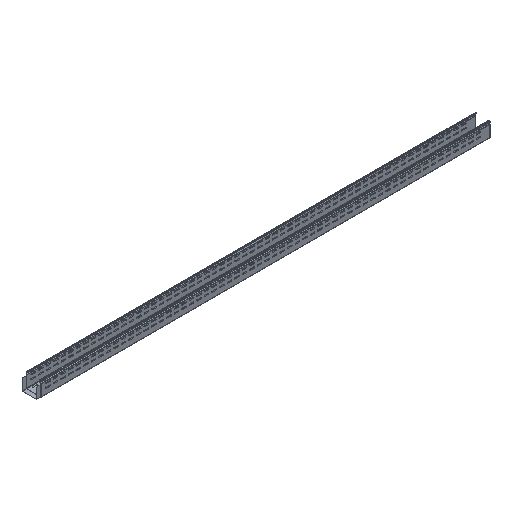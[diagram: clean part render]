
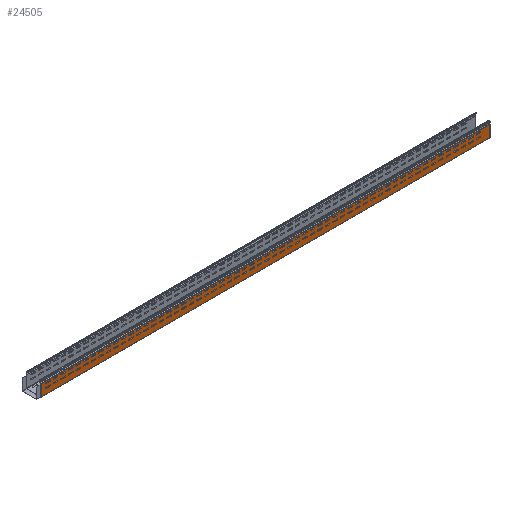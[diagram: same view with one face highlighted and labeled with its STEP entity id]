
A CAD part, isometric view. The second image highlights one B-rep face of the part: STEP entity #24505.
In plain terms, the highlighted planar face has unit normal (0, -1, 0).
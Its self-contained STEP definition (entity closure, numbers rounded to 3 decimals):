
#5001=FACE_OUTER_BOUND('',#6078,.T.);
#6078=EDGE_LOOP('',(#19190,#19191,#19192,#19193,#19194,#19195));
#7164=LINE('',#36844,#9196);
#7165=LINE('',#36846,#9197);
#7166=LINE('',#36848,#9198);
#7167=LINE('',#36850,#9199);
#7168=LINE('',#36852,#9200);
#7169=LINE('',#36853,#9201);
#9196=VECTOR('',#28665,1.);
#9197=VECTOR('',#28666,1.);
#9198=VECTOR('',#28667,1.);
#9199=VECTOR('',#28668,1.);
#9200=VECTOR('',#28669,1.);
#9201=VECTOR('',#28670,1.);
#11228=VERTEX_POINT('',#36842);
#11229=VERTEX_POINT('',#36843);
#11230=VERTEX_POINT('',#36845);
#11231=VERTEX_POINT('',#36847);
#11232=VERTEX_POINT('',#36849);
#11233=VERTEX_POINT('',#36851);
#15159=EDGE_CURVE('',#11228,#11229,#7164,.T.);
#15160=EDGE_CURVE('',#11230,#11228,#7165,.F.);
#15161=EDGE_CURVE('',#11230,#11231,#7166,.T.);
#15162=EDGE_CURVE('',#11232,#11231,#7167,.F.);
#15163=EDGE_CURVE('',#11232,#11233,#7168,.T.);
#15164=EDGE_CURVE('',#11233,#11229,#7169,.F.);
#19190=ORIENTED_EDGE('',*,*,#15159,.F.);
#19191=ORIENTED_EDGE('',*,*,#15160,.F.);
#19192=ORIENTED_EDGE('',*,*,#15161,.T.);
#19193=ORIENTED_EDGE('',*,*,#15162,.F.);
#19194=ORIENTED_EDGE('',*,*,#15163,.T.);
#19195=ORIENTED_EDGE('',*,*,#15164,.T.);
#23484=PLANE('',#25584);
#24505=ADVANCED_FACE('',(#5001),#23484,.F.);
#25584=AXIS2_PLACEMENT_3D('',#36841,#28663,#28664);
#28663=DIRECTION('center_axis',(0.,1.,0.));
#28664=DIRECTION('ref_axis',(-1.,0.,0.));
#28665=DIRECTION('',(1.,0.,0.));
#28666=DIRECTION('',(0.,0.,-1.));
#28667=DIRECTION('',(-1.,0.,0.));
#28668=DIRECTION('',(0.,0.,-1.));
#28669=DIRECTION('',(1.,0.,0.));
#28670=DIRECTION('',(0.,0.,-1.));
#36841=CARTESIAN_POINT('Origin',(39.782,-135.03,-35.9));
#36842=CARTESIAN_POINT('',(39.782,-135.03,39.807));
#36843=CARTESIAN_POINT('',(3038.782,-135.03,39.807));
#36844=CARTESIAN_POINT('',(1538.782,-135.03,39.807));
#36845=CARTESIAN_POINT('',(39.782,-135.03,37.));
#36846=CARTESIAN_POINT('',(39.782,-135.03,11.75));
#36847=CARTESIAN_POINT('',(39.772,-135.03,37.));
#36848=CARTESIAN_POINT('',(39.777,-135.03,37.));
#36849=CARTESIAN_POINT('',(39.772,-135.03,-35.9));
#36850=CARTESIAN_POINT('',(39.772,-135.03,1.8));
#36851=CARTESIAN_POINT('',(3038.782,-135.03,-35.9));
#36852=CARTESIAN_POINT('',(39.777,-135.03,-35.9));
#36853=CARTESIAN_POINT('',(3038.782,-135.03,11.75));
